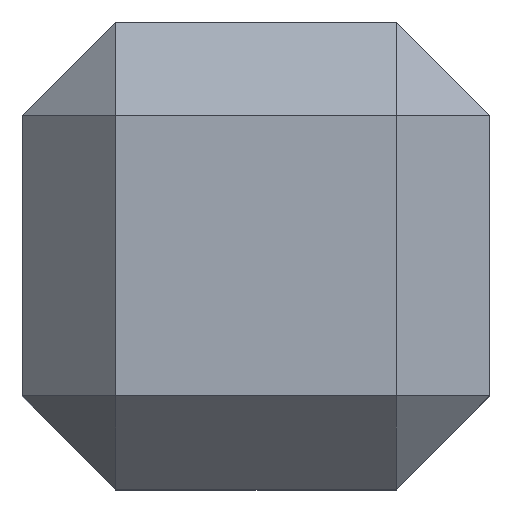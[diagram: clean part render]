
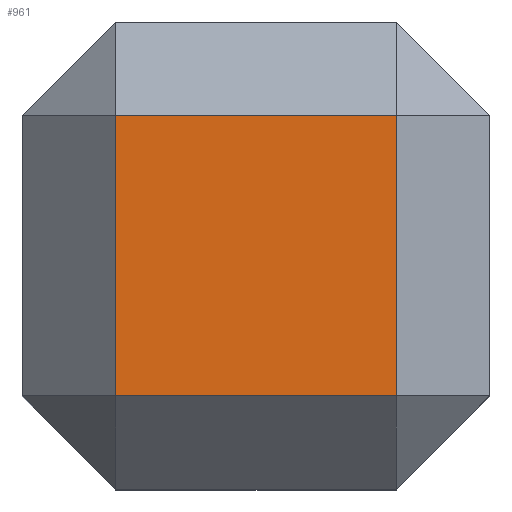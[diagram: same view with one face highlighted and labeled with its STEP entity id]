
A CAD part, top view. The second image highlights one B-rep face of the part: STEP entity #961.
In plain terms, the highlighted planar face has unit normal (0, 0, 1).
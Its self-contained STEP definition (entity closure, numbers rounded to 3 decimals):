
#100 = PLANE('',#101);
#101 = AXIS2_PLACEMENT_3D('',#102,#103,#104);
#102 = CARTESIAN_POINT('',(-5.,4.,10.));
#103 = DIRECTION('',(0.,0.707,0.707));
#104 = DIRECTION('',(-1.,-0.,-0.));
#421 = VERTEX_POINT('',#422);
#422 = CARTESIAN_POINT('',(-3.,3.,11.));
#445 = VERTEX_POINT('',#446);
#446 = CARTESIAN_POINT('',(3.,3.,11.));
#467 = EDGE_CURVE('',#421,#445,#468,.T.);
#468 = SURFACE_CURVE('',#469,(#473,#480),.PCURVE_S1.);
#469 = LINE('',#470,#471);
#470 = CARTESIAN_POINT('',(-5.,3.,11.));
#471 = VECTOR('',#472,1.);
#472 = DIRECTION('',(1.,0.,0.));
#473 = PCURVE('',#100,#474);
#474 = DEFINITIONAL_REPRESENTATION('',(#475),#479);
#475 = LINE('',#476,#477);
#476 = CARTESIAN_POINT('',(-0.,1.414));
#477 = VECTOR('',#478,1.);
#478 = DIRECTION('',(-1.,0.));
#479 = ( GEOMETRIC_REPRESENTATION_CONTEXT(2) 
PARAMETRIC_REPRESENTATION_CONTEXT() REPRESENTATION_CONTEXT('2D SPACE',''
  ) );
#480 = PCURVE('',#481,#486);
#481 = PLANE('',#482);
#482 = AXIS2_PLACEMENT_3D('',#483,#484,#485);
#483 = CARTESIAN_POINT('',(0.,0.,11.));
#484 = DIRECTION('',(0.,0.,1.));
#485 = DIRECTION('',(1.,0.,0.));
#486 = DEFINITIONAL_REPRESENTATION('',(#487),#491);
#487 = LINE('',#488,#489);
#488 = CARTESIAN_POINT('',(-5.,3.));
#489 = VECTOR('',#490,1.);
#490 = DIRECTION('',(1.,0.));
#491 = ( GEOMETRIC_REPRESENTATION_CONTEXT(2) 
PARAMETRIC_REPRESENTATION_CONTEXT() REPRESENTATION_CONTEXT('2D SPACE',''
  ) );
#733 = PLANE('',#734);
#734 = AXIS2_PLACEMENT_3D('',#735,#736,#737);
#735 = CARTESIAN_POINT('',(-4.,-5.,10.));
#736 = DIRECTION('',(-0.707,0.,0.707));
#737 = DIRECTION('',(-0.,-1.,-0.));
#893 = PLANE('',#894);
#894 = AXIS2_PLACEMENT_3D('',#895,#896,#897);
#895 = CARTESIAN_POINT('',(4.,5.,10.));
#896 = DIRECTION('',(0.707,0.,0.707));
#897 = DIRECTION('',(0.,-1.,0.));
#961 = ADVANCED_FACE('',(#962),#481,.T.);
#962 = FACE_BOUND('',#963,.T.);
#963 = EDGE_LOOP('',(#964,#994,#1015,#1016));
#964 = ORIENTED_EDGE('',*,*,#965,.F.);
#965 = EDGE_CURVE('',#966,#968,#970,.T.);
#966 = VERTEX_POINT('',#967);
#967 = CARTESIAN_POINT('',(3.,-3.,11.));
#968 = VERTEX_POINT('',#969);
#969 = CARTESIAN_POINT('',(-3.,-3.,11.));
#970 = SURFACE_CURVE('',#971,(#975,#982),.PCURVE_S1.);
#971 = LINE('',#972,#973);
#972 = CARTESIAN_POINT('',(5.,-3.,11.));
#973 = VECTOR('',#974,1.);
#974 = DIRECTION('',(-1.,0.,0.));
#975 = PCURVE('',#481,#976);
#976 = DEFINITIONAL_REPRESENTATION('',(#977),#981);
#977 = LINE('',#978,#979);
#978 = CARTESIAN_POINT('',(5.,-3.));
#979 = VECTOR('',#980,1.);
#980 = DIRECTION('',(-1.,0.));
#981 = ( GEOMETRIC_REPRESENTATION_CONTEXT(2) 
PARAMETRIC_REPRESENTATION_CONTEXT() REPRESENTATION_CONTEXT('2D SPACE',''
  ) );
#982 = PCURVE('',#983,#988);
#983 = PLANE('',#984);
#984 = AXIS2_PLACEMENT_3D('',#985,#986,#987);
#985 = CARTESIAN_POINT('',(5.,-4.,10.));
#986 = DIRECTION('',(0.,-0.707,0.707));
#987 = DIRECTION('',(-1.,0.,0.));
#988 = DEFINITIONAL_REPRESENTATION('',(#989),#993);
#989 = LINE('',#990,#991);
#990 = CARTESIAN_POINT('',(0.,-1.414));
#991 = VECTOR('',#992,1.);
#992 = DIRECTION('',(1.,0.));
#993 = ( GEOMETRIC_REPRESENTATION_CONTEXT(2) 
PARAMETRIC_REPRESENTATION_CONTEXT() REPRESENTATION_CONTEXT('2D SPACE',''
  ) );
#994 = ORIENTED_EDGE('',*,*,#995,.F.);
#995 = EDGE_CURVE('',#445,#966,#996,.T.);
#996 = SURFACE_CURVE('',#997,(#1001,#1008),.PCURVE_S1.);
#997 = LINE('',#998,#999);
#998 = CARTESIAN_POINT('',(3.,5.,11.));
#999 = VECTOR('',#1000,1.);
#1000 = DIRECTION('',(0.,-1.,0.));
#1001 = PCURVE('',#481,#1002);
#1002 = DEFINITIONAL_REPRESENTATION('',(#1003),#1007);
#1003 = LINE('',#1004,#1005);
#1004 = CARTESIAN_POINT('',(3.,5.));
#1005 = VECTOR('',#1006,1.);
#1006 = DIRECTION('',(0.,-1.));
#1007 = ( GEOMETRIC_REPRESENTATION_CONTEXT(2) 
PARAMETRIC_REPRESENTATION_CONTEXT() REPRESENTATION_CONTEXT('2D SPACE',''
  ) );
#1008 = PCURVE('',#893,#1009);
#1009 = DEFINITIONAL_REPRESENTATION('',(#1010),#1014);
#1010 = LINE('',#1011,#1012);
#1011 = CARTESIAN_POINT('',(0.,-1.414));
#1012 = VECTOR('',#1013,1.);
#1013 = DIRECTION('',(1.,0.));
#1014 = ( GEOMETRIC_REPRESENTATION_CONTEXT(2) 
PARAMETRIC_REPRESENTATION_CONTEXT() REPRESENTATION_CONTEXT('2D SPACE',''
  ) );
#1015 = ORIENTED_EDGE('',*,*,#467,.F.);
#1016 = ORIENTED_EDGE('',*,*,#1017,.F.);
#1017 = EDGE_CURVE('',#968,#421,#1018,.T.);
#1018 = SURFACE_CURVE('',#1019,(#1023,#1030),.PCURVE_S1.);
#1019 = LINE('',#1020,#1021);
#1020 = CARTESIAN_POINT('',(-3.,-5.,11.));
#1021 = VECTOR('',#1022,1.);
#1022 = DIRECTION('',(0.,1.,0.));
#1023 = PCURVE('',#481,#1024);
#1024 = DEFINITIONAL_REPRESENTATION('',(#1025),#1029);
#1025 = LINE('',#1026,#1027);
#1026 = CARTESIAN_POINT('',(-3.,-5.));
#1027 = VECTOR('',#1028,1.);
#1028 = DIRECTION('',(0.,1.));
#1029 = ( GEOMETRIC_REPRESENTATION_CONTEXT(2) 
PARAMETRIC_REPRESENTATION_CONTEXT() REPRESENTATION_CONTEXT('2D SPACE',''
  ) );
#1030 = PCURVE('',#733,#1031);
#1031 = DEFINITIONAL_REPRESENTATION('',(#1032),#1036);
#1032 = LINE('',#1033,#1034);
#1033 = CARTESIAN_POINT('',(-0.,1.414));
#1034 = VECTOR('',#1035,1.);
#1035 = DIRECTION('',(-1.,0.));
#1036 = ( GEOMETRIC_REPRESENTATION_CONTEXT(2) 
PARAMETRIC_REPRESENTATION_CONTEXT() REPRESENTATION_CONTEXT('2D SPACE',''
  ) );
